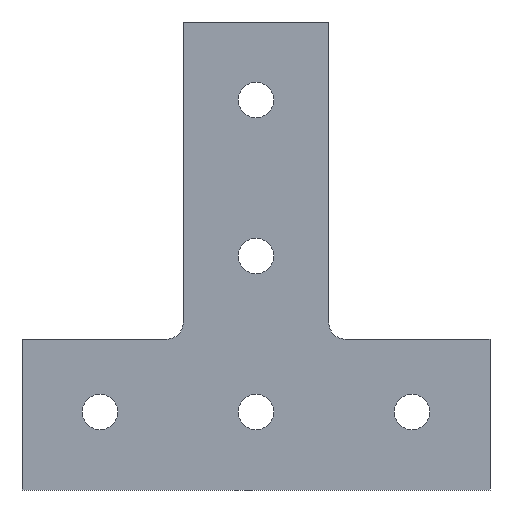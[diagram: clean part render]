
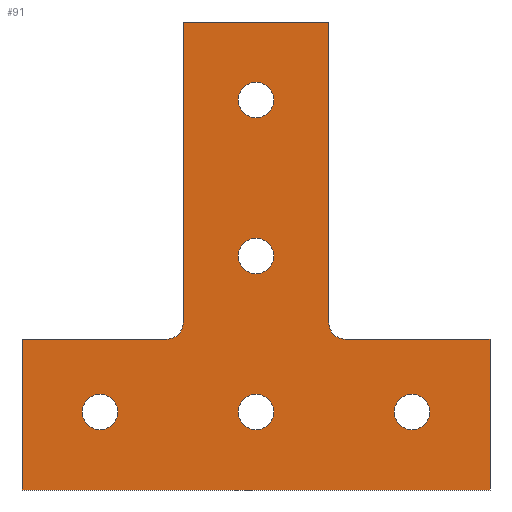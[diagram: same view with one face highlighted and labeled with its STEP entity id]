
A CAD part, front view. The second image highlights one B-rep face of the part: STEP entity #91.
In plain terms, the highlighted planar face has unit normal (0, -1, 0).
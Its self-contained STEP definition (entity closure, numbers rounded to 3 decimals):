
#91 = ADVANCED_FACE( '', ( #135, #136, #137, #138, #139, #140 ), #141, .F. );
#135 = FACE_BOUND( '', #184, .T. );
#136 = FACE_BOUND( '', #185, .T. );
#137 = FACE_BOUND( '', #186, .T. );
#138 = FACE_BOUND( '', #187, .T. );
#139 = FACE_BOUND( '', #188, .T. );
#140 = FACE_OUTER_BOUND( '', #189, .T. );
#141 = PLANE( '', #190 );
#184 = EDGE_LOOP( '', ( #304 ) );
#185 = EDGE_LOOP( '', ( #305 ) );
#186 = EDGE_LOOP( '', ( #306 ) );
#187 = EDGE_LOOP( '', ( #307 ) );
#188 = EDGE_LOOP( '', ( #308 ) );
#189 = EDGE_LOOP( '', ( #309, #310, #311, #312, #313, #314, #315, #316, #317, #318 ) );
#190 = AXIS2_PLACEMENT_3D( '', #319, #320, #321 );
#304 = ORIENTED_EDGE( '', *, *, #340, .T. );
#305 = ORIENTED_EDGE( '', *, *, #361, .T. );
#306 = ORIENTED_EDGE( '', *, *, #360, .T. );
#307 = ORIENTED_EDGE( '', *, *, #359, .T. );
#308 = ORIENTED_EDGE( '', *, *, #358, .T. );
#309 = ORIENTED_EDGE( '', *, *, #341, .F. );
#310 = ORIENTED_EDGE( '', *, *, #322, .F. );
#311 = ORIENTED_EDGE( '', *, *, #357, .F. );
#312 = ORIENTED_EDGE( '', *, *, #355, .F. );
#313 = ORIENTED_EDGE( '', *, *, #353, .T. );
#314 = ORIENTED_EDGE( '', *, *, #351, .F. );
#315 = ORIENTED_EDGE( '', *, *, #349, .F. );
#316 = ORIENTED_EDGE( '', *, *, #347, .F. );
#317 = ORIENTED_EDGE( '', *, *, #345, .T. );
#318 = ORIENTED_EDGE( '', *, *, #343, .F. );
#319 = CARTESIAN_POINT( '', ( -17.18, 0., -12.82 ) );
#320 = DIRECTION( '', ( 0., 1., 0. ) );
#321 = DIRECTION( '', ( 0., 0., 1. ) );
#322 = EDGE_CURVE( '', #362, #363, #364, .T. );
#340 = EDGE_CURVE( '', #397, #397, #398, .T. );
#341 = EDGE_CURVE( '', #363, #399, #400, .T. );
#343 = EDGE_CURVE( '', #399, #402, #403, .T. );
#345 = EDGE_CURVE( '', #405, #402, #406, .T. );
#347 = EDGE_CURVE( '', #405, #408, #409, .T. );
#349 = EDGE_CURVE( '', #408, #411, #412, .T. );
#351 = EDGE_CURVE( '', #411, #414, #415, .T. );
#353 = EDGE_CURVE( '', #417, #414, #418, .T. );
#355 = EDGE_CURVE( '', #417, #420, #421, .T. );
#357 = EDGE_CURVE( '', #420, #362, #423, .T. );
#358 = EDGE_CURVE( '', #424, #424, #425, .T. );
#359 = EDGE_CURVE( '', #426, #426, #427, .T. );
#360 = EDGE_CURVE( '', #428, #428, #429, .T. );
#361 = EDGE_CURVE( '', #430, #430, #431, .T. );
#362 = VERTEX_POINT( '', #432 );
#363 = VERTEX_POINT( '', #433 );
#364 = LINE( '', #434, #435 );
#397 = VERTEX_POINT( '', #478 );
#398 = CIRCLE( '', #479, 3.405 );
#399 = VERTEX_POINT( '', #480 );
#400 = LINE( '', #481, #482 );
#402 = VERTEX_POINT( '', #485 );
#403 = LINE( '', #486, #487 );
#405 = VERTEX_POINT( '', #490 );
#406 = CIRCLE( '', #491, 3.18 );
#408 = VERTEX_POINT( '', #494 );
#409 = LINE( '', #495, #496 );
#411 = VERTEX_POINT( '', #499 );
#412 = LINE( '', #500, #501 );
#414 = VERTEX_POINT( '', #504 );
#415 = LINE( '', #505, #506 );
#417 = VERTEX_POINT( '', #509 );
#418 = CIRCLE( '', #510, 3.18 );
#420 = VERTEX_POINT( '', #513 );
#421 = LINE( '', #514, #515 );
#423 = LINE( '', #518, #519 );
#424 = VERTEX_POINT( '', #520 );
#425 = CIRCLE( '', #521, 3.405 );
#426 = VERTEX_POINT( '', #522 );
#427 = CIRCLE( '', #523, 3.405 );
#428 = VERTEX_POINT( '', #524 );
#429 = CIRCLE( '', #525, 3.405 );
#430 = VERTEX_POINT( '', #526 );
#431 = CIRCLE( '', #527, 3.405 );
#432 = CARTESIAN_POINT( '', ( 45., 0., -45. ) );
#433 = CARTESIAN_POINT( '', ( -45., 0., -45. ) );
#434 = CARTESIAN_POINT( '', ( 45., 0., -45. ) );
#435 = VECTOR( '', #528, 1000. );
#478 = CARTESIAN_POINT( '', ( -26.595, 0., -30. ) );
#479 = AXIS2_PLACEMENT_3D( '', #560, #561, #562 );
#480 = CARTESIAN_POINT( '', ( -45., 0., -16. ) );
#481 = CARTESIAN_POINT( '', ( -45., 0., -45. ) );
#482 = VECTOR( '', #563, 1000. );
#485 = CARTESIAN_POINT( '', ( -17.18, 0., -16. ) );
#486 = CARTESIAN_POINT( '', ( -45., 0., -16. ) );
#487 = VECTOR( '', #565, 1000. );
#490 = CARTESIAN_POINT( '', ( -14., 0., -12.82 ) );
#491 = AXIS2_PLACEMENT_3D( '', #567, #568, #569 );
#494 = CARTESIAN_POINT( '', ( -14., 0., 45. ) );
#495 = CARTESIAN_POINT( '', ( -14., 0., -12.82 ) );
#496 = VECTOR( '', #571, 1000. );
#499 = CARTESIAN_POINT( '', ( 14., 0., 45. ) );
#500 = CARTESIAN_POINT( '', ( -14., 0., 45. ) );
#501 = VECTOR( '', #573, 1000. );
#504 = CARTESIAN_POINT( '', ( 14., 0., -12.82 ) );
#505 = CARTESIAN_POINT( '', ( 14., 0., 45. ) );
#506 = VECTOR( '', #575, 1000. );
#509 = CARTESIAN_POINT( '', ( 17.18, 0., -16. ) );
#510 = AXIS2_PLACEMENT_3D( '', #577, #578, #579 );
#513 = CARTESIAN_POINT( '', ( 45., 0., -16. ) );
#514 = CARTESIAN_POINT( '', ( 17.18, 0., -16. ) );
#515 = VECTOR( '', #581, 1000. );
#518 = CARTESIAN_POINT( '', ( 45., 0., -16. ) );
#519 = VECTOR( '', #583, 1000. );
#520 = CARTESIAN_POINT( '', ( 33.405, 0., -30. ) );
#521 = AXIS2_PLACEMENT_3D( '', #584, #585, #586 );
#522 = CARTESIAN_POINT( '', ( 3.405, 0., -30. ) );
#523 = AXIS2_PLACEMENT_3D( '', #587, #588, #589 );
#524 = CARTESIAN_POINT( '', ( 3.405, 0., 0. ) );
#525 = AXIS2_PLACEMENT_3D( '', #590, #591, #592 );
#526 = CARTESIAN_POINT( '', ( 3.405, 0., 30. ) );
#527 = AXIS2_PLACEMENT_3D( '', #593, #594, #595 );
#528 = DIRECTION( '', ( -1., 0., 0. ) );
#560 = CARTESIAN_POINT( '', ( -30., 0., -30. ) );
#561 = DIRECTION( '', ( 0., 1., 0. ) );
#562 = DIRECTION( '', ( 1., 0., 0. ) );
#563 = DIRECTION( '', ( 0., 0., 1. ) );
#565 = DIRECTION( '', ( 1., 0., 0. ) );
#567 = CARTESIAN_POINT( '', ( -17.18, 0., -12.82 ) );
#568 = DIRECTION( '', ( 0., 1., 0. ) );
#569 = DIRECTION( '', ( 1., 0., 0. ) );
#571 = DIRECTION( '', ( 0., 0., 1. ) );
#573 = DIRECTION( '', ( 1., 0., 0. ) );
#575 = DIRECTION( '', ( 0., 0., -1. ) );
#577 = CARTESIAN_POINT( '', ( 17.18, 0., -12.82 ) );
#578 = DIRECTION( '', ( 0., 1., 0. ) );
#579 = DIRECTION( '', ( 1., 0., 0. ) );
#581 = DIRECTION( '', ( 1., 0., 0. ) );
#583 = DIRECTION( '', ( 0., 0., -1. ) );
#584 = CARTESIAN_POINT( '', ( 30., 0., -30. ) );
#585 = DIRECTION( '', ( 0., 1., 0. ) );
#586 = DIRECTION( '', ( 1., 0., 0. ) );
#587 = CARTESIAN_POINT( '', ( 0., 0., -30. ) );
#588 = DIRECTION( '', ( 0., 1., 0. ) );
#589 = DIRECTION( '', ( 1., 0., 0. ) );
#590 = CARTESIAN_POINT( '', ( 0., 0., 0. ) );
#591 = DIRECTION( '', ( 0., 1., 0. ) );
#592 = DIRECTION( '', ( 1., 0., 0. ) );
#593 = CARTESIAN_POINT( '', ( 0., 0., 30. ) );
#594 = DIRECTION( '', ( 0., 1., 0. ) );
#595 = DIRECTION( '', ( 1., 0., 0. ) );
